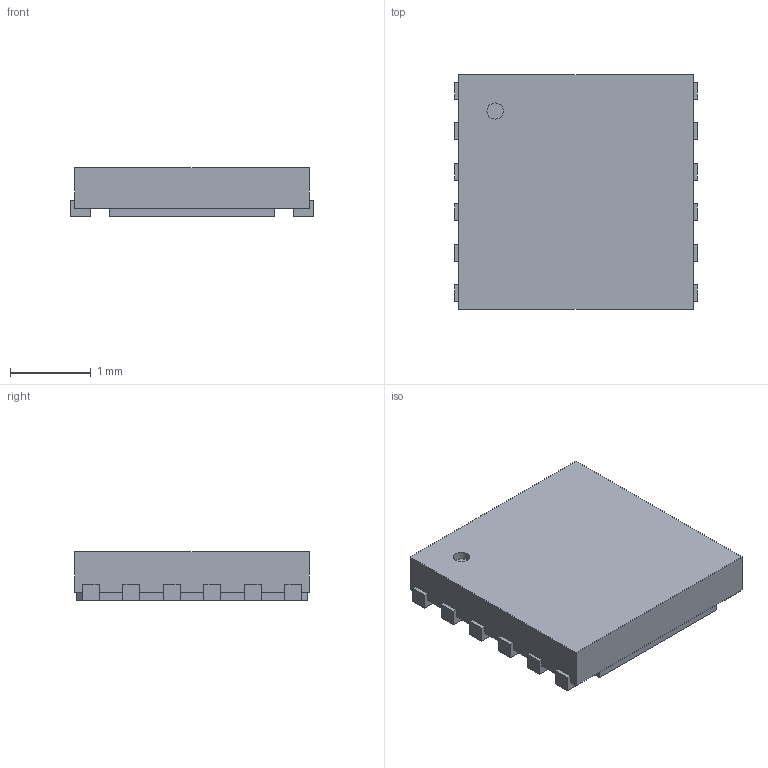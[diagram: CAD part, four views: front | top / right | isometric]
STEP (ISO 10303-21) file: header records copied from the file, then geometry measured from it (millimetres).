
FILE_DESCRIPTION(/* description */ ('model of DFN-12-1EP_3x3mm_P0.5mm_EP2.05x2.86mm'),/* implementation_level */ '2;1');
FILE_NAME(/* name */ 'DFN-12-1EP_3x3mm_P0.5mm_EP2.05x2.86mm.step',/* time_stamp */ '2018-11-02T17:59:03',/* author */ ('kicad StepUp','ksu'),/* organization */ ('FreeCAD'),/* preprocessor_version */ 'OCC',/* originating_system */ 'kicad StepUp',/* authorisation */ '');
FILE_SCHEMA(('AUTOMOTIVE_DESIGN { 1 0 10303 214 1 1 1 1 }'));
Length unit declared in the file: millimetre
Products named in the file (1): DFN_12_1EP_3x3mm_P05mm_EP205x286mm
Bounding box: 3 x 2.9 x 0.6 mm (x, y, z)
Volume: 4.9 mm3; surface area: 25.1 mm2
Topology: 1 solids, 1 shells, 86 faces, 246 edges, 164 vertices
Faces by surface type: plane 85, cylinder 1
Full cylindrical faces by diameter (mm): 0.2 x1
Entity records: 1957 total; most frequent: ORIENTED_EDGE 426, CARTESIAN_POINT 287, EDGE_CURVE 246, LINE 232, VERTEX_POINT 164, AXIS2_PLACEMENT_3D 88, FACE_BOUND 88, EDGE_LOOP 88
